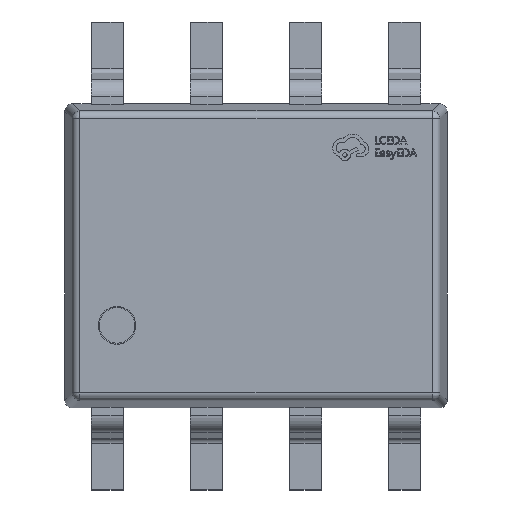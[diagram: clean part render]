
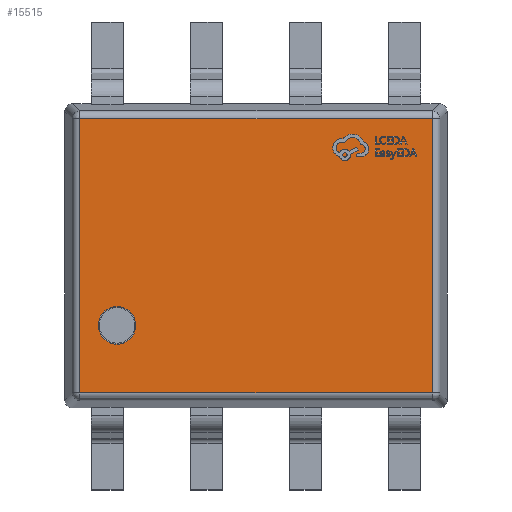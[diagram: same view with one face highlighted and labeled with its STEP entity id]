
A CAD part, top view. The second image highlights one B-rep face of the part: STEP entity #15515.
In plain terms, the highlighted planar face has unit normal (0, 0, 1).
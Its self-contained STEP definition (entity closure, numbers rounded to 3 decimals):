
#812 = AXIS2_PLACEMENT_3D ( 'NONE', #11529, #6853, #1784 ) ;
#959 = DIRECTION ( 'NONE',  ( 1., 0., 0. ) ) ;
#1103 = DIRECTION ( 'NONE',  ( 1., 0., 0. ) ) ;
#1547 = ORIENTED_EDGE ( 'NONE', *, *, #17532, .T. ) ;
#1784 = DIRECTION ( 'NONE',  ( 1., 0., 0. ) ) ;
#1823 = VECTOR ( 'NONE', #7111, 1000. ) ;
#2261 = PLANE ( 'NONE',  #5457 ) ;
#2478 = CIRCLE ( 'NONE', #7998, 0.241 ) ;
#2732 = CARTESIAN_POINT ( 'NONE',  ( -1.782, -0.892, 0.75 ) ) ;
#5457 = AXIS2_PLACEMENT_3D ( 'NONE', #16024, #7324, #959 ) ;
#5464 = LINE ( 'NONE', #11875, #12572 ) ;
#6031 = EDGE_CURVE ( 'NONE', #20495, #11441, #13996, .T. ) ;
#6078 = LINE ( 'NONE', #21054, #16672 ) ;
#6853 = DIRECTION ( 'NONE',  ( 0., 0., -1. ) ) ;
#6914 = FACE_OUTER_BOUND ( 'NONE', #12342, .T. ) ;
#7111 = DIRECTION ( 'NONE',  ( 0., 1., 0. ) ) ;
#7197 = ORIENTED_EDGE ( 'NONE', *, *, #13276, .T. ) ;
#7324 = DIRECTION ( 'NONE',  ( 0., 0., 1. ) ) ;
#7998 = AXIS2_PLACEMENT_3D ( 'NONE', #2732, #9326, #10851 ) ;
#8146 = ORIENTED_EDGE ( 'NONE', *, *, #12916, .T. ) ;
#8312 = ORIENTED_EDGE ( 'NONE', *, *, #17901, .T. ) ;
#8444 = CARTESIAN_POINT ( 'NONE',  ( -2.258, -1.758, 0.75 ) ) ;
#8600 = DIRECTION ( 'NONE',  ( 0., -1., 0. ) ) ;
#9326 = DIRECTION ( 'NONE',  ( 0., 0., -1. ) ) ;
#10851 = DIRECTION ( 'NONE',  ( 1., 0., 0. ) ) ;
#11441 = VERTEX_POINT ( 'NONE', #17658 ) ;
#11529 = CARTESIAN_POINT ( 'NONE',  ( -1.782, -0.892, 0.75 ) ) ;
#11875 = CARTESIAN_POINT ( 'NONE',  ( -2.258, -1.845, 0.75 ) ) ;
#12019 = VECTOR ( 'NONE', #1103, 1000. ) ;
#12342 = EDGE_LOOP ( 'NONE', ( #8146, #13315, #14547, #1547 ) ) ;
#12572 = VECTOR ( 'NONE', #8600, 1000. ) ;
#12916 = EDGE_CURVE ( 'NONE', #17917, #20495, #5464, .T. ) ;
#13276 = EDGE_CURVE ( 'NONE', #16248, #17553, #19841, .T. ) ;
#13315 = ORIENTED_EDGE ( 'NONE', *, *, #6031, .T. ) ;
#13537 = CARTESIAN_POINT ( 'NONE',  ( -1.54, -0.892, 0.75 ) ) ;
#13543 = FACE_BOUND ( 'NONE', #18064, .T. ) ;
#13858 = LINE ( 'NONE', #15586, #1823 ) ;
#13996 = LINE ( 'NONE', #15819, #12019 ) ;
#14312 = VERTEX_POINT ( 'NONE', #20506 ) ;
#14547 = ORIENTED_EDGE ( 'NONE', *, *, #18450, .T. ) ;
#15515 = ADVANCED_FACE ( 'NONE', ( #6914, #13543 ), #2261, .T. ) ;
#15586 = CARTESIAN_POINT ( 'NONE',  ( 2.258, 1.845, 0.75 ) ) ;
#15819 = CARTESIAN_POINT ( 'NONE',  ( 2.345, -1.758, 0.75 ) ) ;
#15836 = CARTESIAN_POINT ( 'NONE',  ( -2.258, 1.758, 0.75 ) ) ;
#16024 = CARTESIAN_POINT ( 'NONE',  ( 0., 0., 0.75 ) ) ;
#16248 = VERTEX_POINT ( 'NONE', #13537 ) ;
#16672 = VECTOR ( 'NONE', #19564, 1000. ) ;
#17532 = EDGE_CURVE ( 'NONE', #14312, #17917, #6078, .T. ) ;
#17553 = VERTEX_POINT ( 'NONE', #17720 ) ;
#17658 = CARTESIAN_POINT ( 'NONE',  ( 2.258, -1.758, 0.75 ) ) ;
#17720 = CARTESIAN_POINT ( 'NONE',  ( -2.023, -0.892, 0.75 ) ) ;
#17901 = EDGE_CURVE ( 'NONE', #17553, #16248, #2478, .T. ) ;
#17917 = VERTEX_POINT ( 'NONE', #15836 ) ;
#18064 = EDGE_LOOP ( 'NONE', ( #7197, #8312 ) ) ;
#18450 = EDGE_CURVE ( 'NONE', #11441, #14312, #13858, .T. ) ;
#19564 = DIRECTION ( 'NONE',  ( -1., 0., 0. ) ) ;
#19841 = CIRCLE ( 'NONE', #812, 0.241 ) ;
#20495 = VERTEX_POINT ( 'NONE', #8444 ) ;
#20506 = CARTESIAN_POINT ( 'NONE',  ( 2.258, 1.758, 0.75 ) ) ;
#21054 = CARTESIAN_POINT ( 'NONE',  ( -2.345, 1.758, 0.75 ) ) ;
